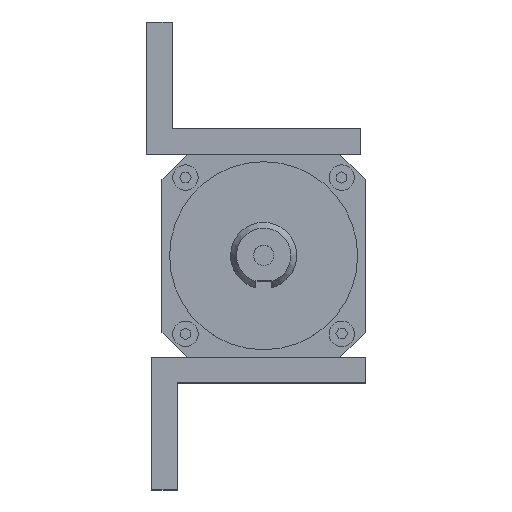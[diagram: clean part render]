
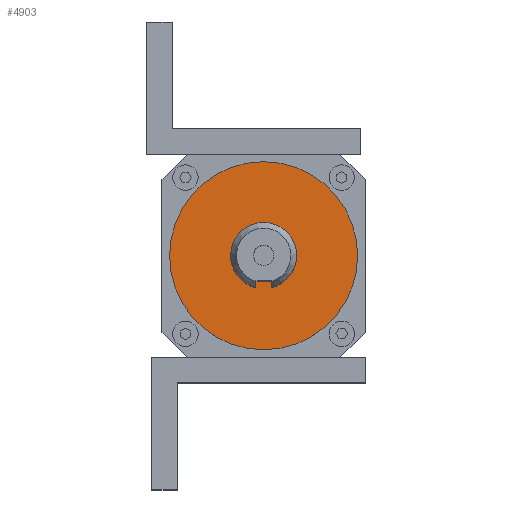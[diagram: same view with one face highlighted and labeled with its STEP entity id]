
A CAD part, top view. The second image highlights one B-rep face of the part: STEP entity #4903.
In plain terms, the highlighted face is planar.
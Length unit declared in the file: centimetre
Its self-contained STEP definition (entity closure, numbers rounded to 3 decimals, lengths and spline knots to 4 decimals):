
#118 = ORIENTED_EDGE ( 'NONE', *, *, #4895, .F. ) ;
#169 = CARTESIAN_POINT ( 'NONE',  ( -0.15, 5.75, -0.6325 ) ) ;
#284 = CARTESIAN_POINT ( 'NONE',  ( -0.15, 5.75, -0.5 ) ) ;
#408 = CARTESIAN_POINT ( 'NONE',  ( -0.15, 5.75, -0.8 ) ) ;
#431 = ORIENTED_EDGE ( 'NONE', *, *, #4060, .T. ) ;
#455 = CIRCLE ( 'NONE', #2265, 0.65 ) ;
#597 = ORIENTED_EDGE ( 'NONE', *, *, #2997, .F. ) ;
#810 = CARTESIAN_POINT ( 'NONE',  ( 0.15, 5.75, -0.5 ) ) ;
#818 = DIRECTION ( 'NONE',  ( 0., 0., -1. ) ) ;
#1073 = VERTEX_POINT ( 'NONE', #810 ) ;
#1236 = FACE_OUTER_BOUND ( 'NONE', #5095, .T. ) ;
#1331 = VERTEX_POINT ( 'NONE', #3847 ) ;
#1433 = VECTOR ( 'NONE', #5754, 100. ) ;
#1564 = CARTESIAN_POINT ( 'NONE',  ( 0., 5.75, 0. ) ) ;
#1580 = VECTOR ( 'NONE', #2465, 100. ) ;
#1681 = AXIS2_PLACEMENT_3D ( 'NONE', #1856, #2716, #4933 ) ;
#1697 = ORIENTED_EDGE ( 'NONE', *, *, #3950, .F. ) ;
#1750 = CARTESIAN_POINT ( 'NONE',  ( 0., 5.75, 1.85 ) ) ;
#1856 = CARTESIAN_POINT ( 'NONE',  ( 0., 5.75, 0. ) ) ;
#2020 = ORIENTED_EDGE ( 'NONE', *, *, #3051, .F. ) ;
#2051 = CARTESIAN_POINT ( 'NONE',  ( 0., 5.75, 0. ) ) ;
#2057 = VECTOR ( 'NONE', #818, 100. ) ;
#2122 = CIRCLE ( 'NONE', #5793, 1.85 ) ;
#2265 = AXIS2_PLACEMENT_3D ( 'NONE', #1564, #2472, #4229 ) ;
#2355 = LINE ( 'NONE', #4681, #1580 ) ;
#2465 = DIRECTION ( 'NONE',  ( 0., 0., 1. ) ) ;
#2472 = DIRECTION ( 'NONE',  ( 0., 1., 0. ) ) ;
#2483 = DIRECTION ( 'NONE',  ( 0., 1., 0. ) ) ;
#2716 = DIRECTION ( 'NONE',  ( 0., 1., 0. ) ) ;
#2837 = LINE ( 'NONE', #284, #1433 ) ;
#2997 = EDGE_CURVE ( 'NONE', #1331, #1073, #2355, .T. ) ;
#3051 = EDGE_CURVE ( 'NONE', #4675, #1331, #455, .T. ) ;
#3118 = FACE_BOUND ( 'NONE', #4238, .T. ) ;
#3124 = VERTEX_POINT ( 'NONE', #5090 ) ;
#3226 = LINE ( 'NONE', #408, #2057 ) ;
#3335 = VERTEX_POINT ( 'NONE', #1750 ) ;
#3340 = VERTEX_POINT ( 'NONE', #4474 ) ;
#3440 = CARTESIAN_POINT ( 'NONE',  ( 0., 5.75, 0. ) ) ;
#3847 = CARTESIAN_POINT ( 'NONE',  ( 0.15, 5.75, -0.6325 ) ) ;
#3940 = PLANE ( 'NONE',  #4741 ) ;
#3950 = EDGE_CURVE ( 'NONE', #3124, #4675, #3226, .T. ) ;
#4060 = EDGE_CURVE ( 'NONE', #3340, #3335, #4969, .T. ) ;
#4229 = DIRECTION ( 'NONE',  ( 0., 0., 1. ) ) ;
#4238 = EDGE_LOOP ( 'NONE', ( #2020, #1697, #118, #597 ) ) ;
#4358 = EDGE_CURVE ( 'NONE', #3335, #3340, #2122, .T. ) ;
#4379 = DIRECTION ( 'NONE',  ( 0., 1., 0. ) ) ;
#4474 = CARTESIAN_POINT ( 'NONE',  ( 0., 5.75, -1.85 ) ) ;
#4675 = VERTEX_POINT ( 'NONE', #169 ) ;
#4681 = CARTESIAN_POINT ( 'NONE',  ( 0.15, 5.75, -0.8 ) ) ;
#4741 = AXIS2_PLACEMENT_3D ( 'NONE', #3440, #4379, #5227 ) ;
#4895 = EDGE_CURVE ( 'NONE', #1073, #3124, #2837, .T. ) ;
#4903 = ADVANCED_FACE ( 'NONE', ( #3118, #1236 ), #3940, .T. ) ;
#4933 = DIRECTION ( 'NONE',  ( 0., 0., 1. ) ) ;
#4969 = CIRCLE ( 'NONE', #1681, 1.85 ) ;
#5090 = CARTESIAN_POINT ( 'NONE',  ( -0.15, 5.75, -0.5 ) ) ;
#5095 = EDGE_LOOP ( 'NONE', ( #431, #5344 ) ) ;
#5107 = DIRECTION ( 'NONE',  ( 0., 0., 1. ) ) ;
#5227 = DIRECTION ( 'NONE',  ( 0., 0., 1. ) ) ;
#5344 = ORIENTED_EDGE ( 'NONE', *, *, #4358, .T. ) ;
#5754 = DIRECTION ( 'NONE',  ( -1., 0., 0. ) ) ;
#5793 = AXIS2_PLACEMENT_3D ( 'NONE', #2051, #2483, #5107 ) ;
